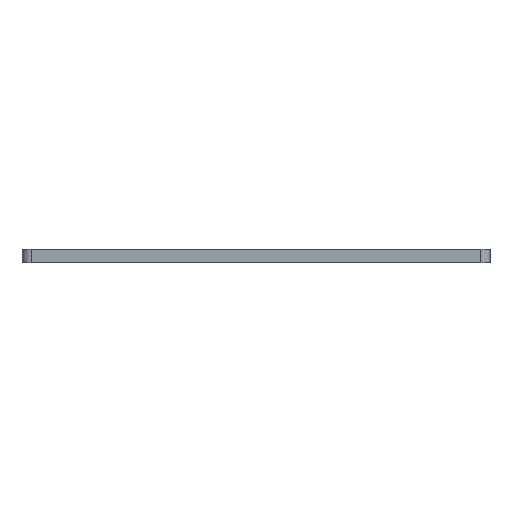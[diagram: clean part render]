
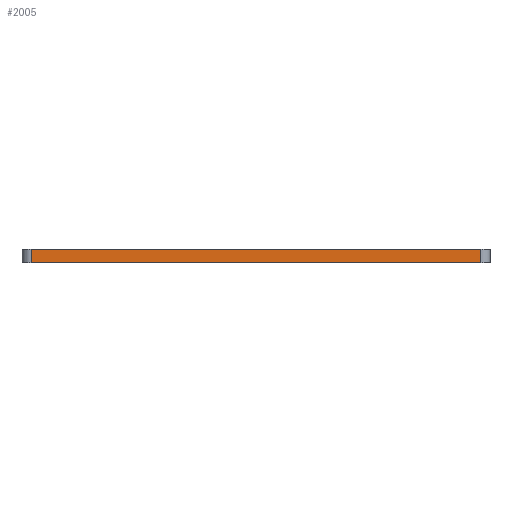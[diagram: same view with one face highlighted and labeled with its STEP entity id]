
A CAD part, left-side view. The second image highlights one B-rep face of the part: STEP entity #2005.
In plain terms, the highlighted planar face has unit normal (-1, 0, 0).
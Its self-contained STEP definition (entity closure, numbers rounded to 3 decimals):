
#267=FACE_OUTER_BOUND('',#381,.T.);
#381=EDGE_LOOP('',(#1743,#1744,#1745,#1746));
#421=LINE('',#2836,#621);
#594=LINE('',#3345,#794);
#595=LINE('',#3347,#795);
#596=LINE('',#3348,#796);
#621=VECTOR('',#2252,10.);
#794=VECTOR('',#2759,10.);
#795=VECTOR('',#2760,10.);
#796=VECTOR('',#2761,10.);
#819=VERTEX_POINT('',#2833);
#820=VERTEX_POINT('',#2835);
#989=VERTEX_POINT('',#3344);
#990=VERTEX_POINT('',#3346);
#1016=EDGE_CURVE('',#819,#820,#421,.T.);
#1270=EDGE_CURVE('',#819,#989,#594,.T.);
#1271=EDGE_CURVE('',#990,#989,#595,.T.);
#1272=EDGE_CURVE('',#820,#990,#596,.T.);
#1743=ORIENTED_EDGE('',*,*,#1016,.F.);
#1744=ORIENTED_EDGE('',*,*,#1270,.T.);
#1745=ORIENTED_EDGE('',*,*,#1271,.F.);
#1746=ORIENTED_EDGE('',*,*,#1272,.F.);
#1910=PLANE('',#2202);
#2005=ADVANCED_FACE('',(#267),#1910,.T.);
#2202=AXIS2_PLACEMENT_3D('',#3343,#2757,#2758);
#2252=DIRECTION('',(0.,1.,0.));
#2757=DIRECTION('center_axis',(-1.,0.,0.));
#2758=DIRECTION('ref_axis',(0.,-1.,0.));
#2759=DIRECTION('',(0.,0.,1.));
#2760=DIRECTION('',(0.,-1.,0.));
#2761=DIRECTION('',(0.,0.,1.));
#2833=CARTESIAN_POINT('',(-19.65,-68.2,0.));
#2835=CARTESIAN_POINT('',(-19.65,31.775,0.));
#2836=CARTESIAN_POINT('',(-19.65,-68.2,0.));
#3343=CARTESIAN_POINT('Origin',(-19.65,31.775,0.));
#3344=CARTESIAN_POINT('',(-19.65,-68.2,3.));
#3345=CARTESIAN_POINT('',(-19.65,-68.2,0.));
#3346=CARTESIAN_POINT('',(-19.65,31.775,3.));
#3347=CARTESIAN_POINT('',(-19.65,-68.2,3.));
#3348=CARTESIAN_POINT('',(-19.65,31.775,0.));
